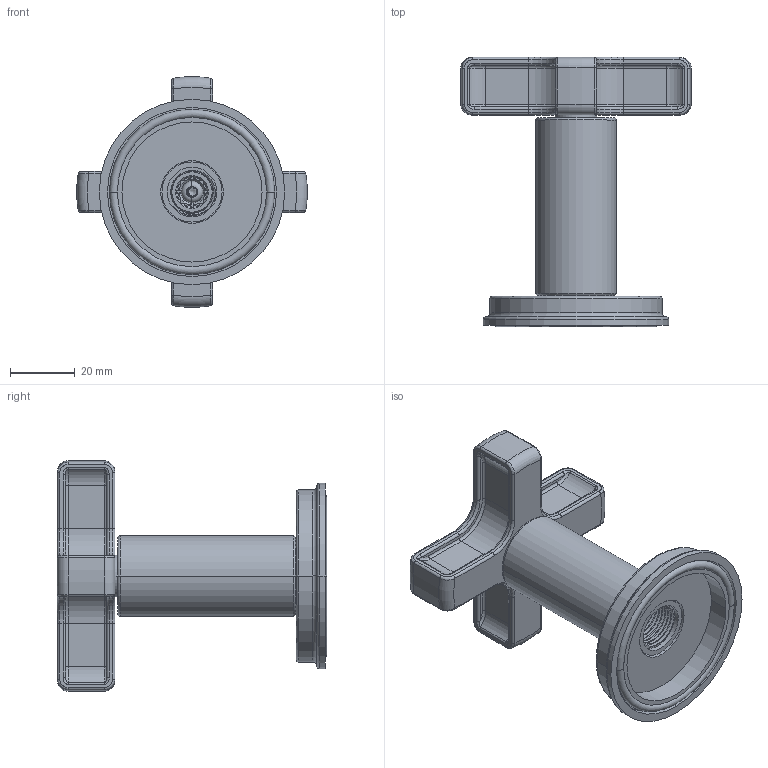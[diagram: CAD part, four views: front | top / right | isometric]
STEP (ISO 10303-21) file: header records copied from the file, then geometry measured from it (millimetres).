
FILE_DESCRIPTION((''),'2;1');
FILE_NAME('3-649_ASM','2019-11-08T15:14:31',('rsmith'),(''),'CREO PARAMETRIC BY PTC INC, 2018400','CREO PARAMETRIC BY PTC INC, 2018400','');
FILE_SCHEMA(('CONFIG_CONTROL_DESIGN'));
Length unit declared in the file: inch
Products named in the file (12): 13130; 91773; 20-433_ASM; 13131; 91017; 12377; 91049; 91371; 92399; 13132; 20-430_ASM; 3-649_ASM
Assembly tree (12 placements, depth 3):
  3-649_ASM
    20-433_ASM
      13130
      91773
    20-430_ASM
      13131
      91017  x2
      12377
      91049
      91371
      92399
      13132
Bounding box: 71.02 x 83.03 x 71.02 mm (x, y, z)
Volume: 56224 mm3; surface area: 47444.4 mm2
Topology: 10 solids, 19 shells, 944 faces, 2479 edges, 1554 vertices
Faces by surface type: cylinder 443, plane 205, torus 136, bspline 133, cone 25, extrusion 2
Entity records: 134592 total; most frequent: CARTESIAN_POINT 112637, ORIENTED_EDGE 4752, DIRECTION 4217, EDGE_CURVE 2447, AXIS2_PLACEMENT_3D 1681, VERTEX_POINT 1534, EDGE_LOOP 968, FACE_OUTER_BOUND 930
